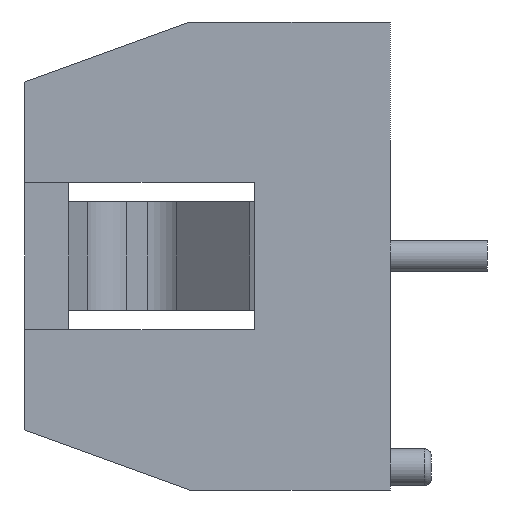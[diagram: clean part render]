
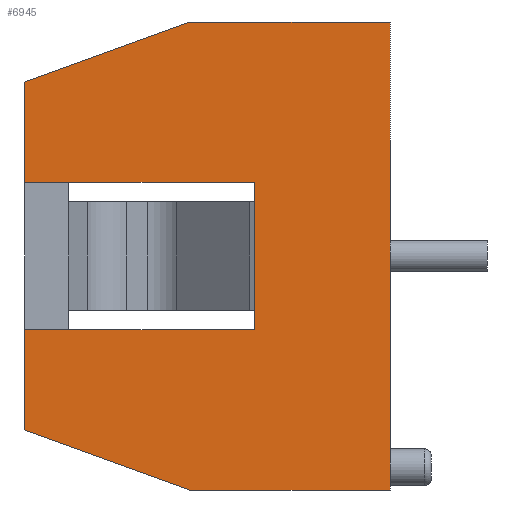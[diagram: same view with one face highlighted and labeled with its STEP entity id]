
A CAD part, left-side view. The second image highlights one B-rep face of the part: STEP entity #6945.
In plain terms, the highlighted planar face has unit normal (-1, 0, 0).
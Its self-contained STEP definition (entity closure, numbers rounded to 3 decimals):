
#677=ORIENTED_EDGE('',*,*,#2080,.T.);
#678=ORIENTED_EDGE('',*,*,#1894,.F.);
#679=ORIENTED_EDGE('',*,*,#1976,.T.);
#680=ORIENTED_EDGE('',*,*,#1984,.T.);
#681=ORIENTED_EDGE('',*,*,#1962,.T.);
#682=ORIENTED_EDGE('',*,*,#1995,.F.);
#683=ORIENTED_EDGE('',*,*,#1990,.T.);
#684=ORIENTED_EDGE('',*,*,#1900,.F.);
#685=ORIENTED_EDGE('',*,*,#2081,.T.);
#686=ORIENTED_EDGE('',*,*,#2044,.T.);
#1894=EDGE_CURVE('',#2627,#2628,#3122,.T.);
#1900=EDGE_CURVE('',#2633,#2634,#3128,.T.);
#1962=EDGE_CURVE('',#2694,#2693,#3166,.T.);
#1976=EDGE_CURVE('',#2627,#2702,#3177,.T.);
#1984=EDGE_CURVE('',#2702,#2694,#3185,.T.);
#1990=EDGE_CURVE('',#2710,#2634,#3191,.T.);
#1995=EDGE_CURVE('',#2710,#2693,#3196,.T.);
#2044=EDGE_CURVE('',#2754,#2753,#3245,.T.);
#2080=EDGE_CURVE('',#2753,#2628,#3281,.T.);
#2081=EDGE_CURVE('',#2633,#2754,#3282,.T.);
#2627=VERTEX_POINT('',#8608);
#2628=VERTEX_POINT('',#8610);
#2633=VERTEX_POINT('',#8621);
#2634=VERTEX_POINT('',#8623);
#2693=VERTEX_POINT('',#8747);
#2694=VERTEX_POINT('',#8749);
#2702=VERTEX_POINT('',#8773);
#2710=VERTEX_POINT('',#8798);
#2753=VERTEX_POINT('',#8904);
#2754=VERTEX_POINT('',#8906);
#3122=LINE('',#8609,#3544);
#3128=LINE('',#8622,#3550);
#3166=LINE('',#8748,#3588);
#3177=LINE('',#8774,#3599);
#3185=LINE('',#8788,#3607);
#3191=LINE('',#8800,#3613);
#3196=LINE('',#8810,#3618);
#3245=LINE('',#8905,#3667);
#3281=LINE('',#8970,#3703);
#3282=LINE('',#8971,#3704);
#3544=VECTOR('',#7563,1000.);
#3550=VECTOR('',#7571,1000.);
#3588=VECTOR('',#7665,1000.);
#3599=VECTOR('',#7688,1000.);
#3607=VECTOR('',#7700,1000.);
#3613=VECTOR('',#7710,1000.);
#3618=VECTOR('',#7719,1000.);
#3667=VECTOR('',#7780,1000.);
#3703=VECTOR('',#7836,1000.);
#3704=VECTOR('',#7837,1000.);
#3995=EDGE_LOOP('',(#677,#678,#679,#680,#681,#682,#683,#684,#685,#686));
#4329=FACE_BOUND('',#3995,.T.);
#4643=PLANE('',#7291);
#6945=ADVANCED_FACE('',(#4329),#4643,.F.);
#7291=AXIS2_PLACEMENT_3D('',#8969,#7834,#7835);
#7563=DIRECTION('',(0.,0.,1.));
#7571=DIRECTION('',(0.,0.,1.));
#7665=DIRECTION('',(0.,0.,1.));
#7688=DIRECTION('',(0.,-0.94,-0.342));
#7700=DIRECTION('',(0.,-1.,0.));
#7710=DIRECTION('',(0.,0.94,-0.342));
#7719=DIRECTION('',(0.,-1.,0.));
#7780=DIRECTION('',(0.,0.,-1.));
#7834=DIRECTION('',(1.,0.,0.));
#7835=DIRECTION('',(0.,0.,-1.));
#7836=DIRECTION('',(0.,1.,0.));
#7837=DIRECTION('',(0.,-1.,0.));
#8608=CARTESIAN_POINT('',(-21.501,14.072,-6.693));
#8609=CARTESIAN_POINT('',(-21.501,14.072,9.004));
#8610=CARTESIAN_POINT('',(-21.501,14.072,-2.841));
#8621=CARTESIAN_POINT('',(-21.501,14.072,2.841));
#8622=CARTESIAN_POINT('',(-21.501,14.072,9.004));
#8623=CARTESIAN_POINT('',(-21.501,14.072,6.693));
#8747=CARTESIAN_POINT('',(-21.501,0.,9.004));
#8748=CARTESIAN_POINT('',(-21.501,0.,9.004));
#8749=CARTESIAN_POINT('',(-21.501,0.,-9.004));
#8773=CARTESIAN_POINT('',(-21.501,7.722,-9.004));
#8774=CARTESIAN_POINT('',(-21.501,14.072,-6.693));
#8788=CARTESIAN_POINT('',(-21.501,14.072,-9.004));
#8798=CARTESIAN_POINT('',(-21.501,7.722,9.004));
#8800=CARTESIAN_POINT('',(-21.501,14.072,6.693));
#8810=CARTESIAN_POINT('',(-21.501,14.072,9.004));
#8904=CARTESIAN_POINT('',(-21.501,5.232,-2.841));
#8905=CARTESIAN_POINT('',(-21.501,5.232,2.841));
#8906=CARTESIAN_POINT('',(-21.501,5.232,2.841));
#8969=CARTESIAN_POINT('',(-21.501,14.072,9.004));
#8970=CARTESIAN_POINT('',(-21.501,5.232,-2.841));
#8971=CARTESIAN_POINT('',(-21.501,14.072,2.841));
